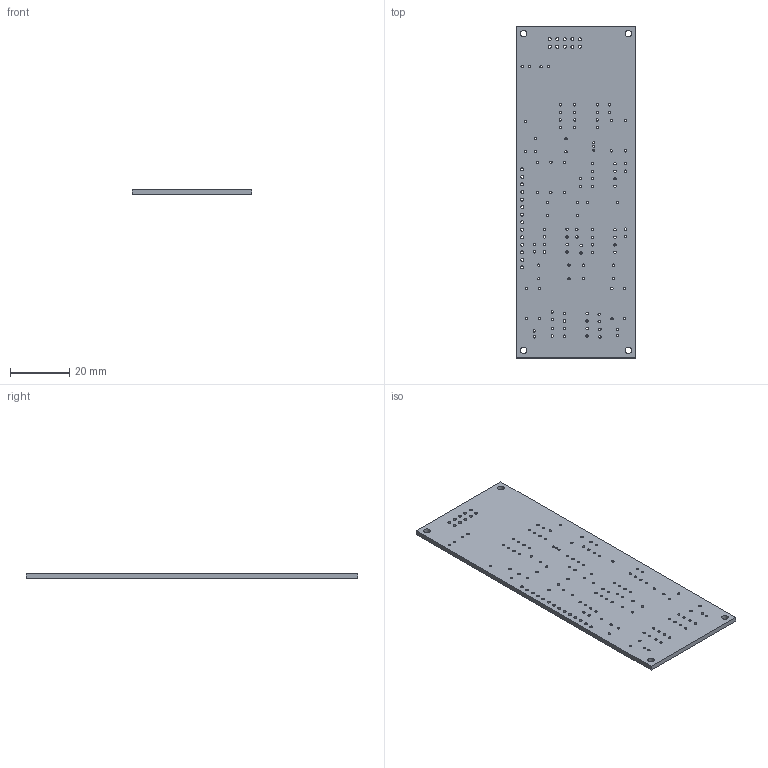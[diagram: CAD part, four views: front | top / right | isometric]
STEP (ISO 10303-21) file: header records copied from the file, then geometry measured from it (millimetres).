
FILE_DESCRIPTION(('KiCad electronic assembly'),'2;1');
FILE_NAME('main-3D.step','2021-01-17T13:04:37',('An Author'),( 'A Company'),'Open CASCADE STEP processor 7.4', 'KiCad to STEP converter','Unknown');
FILE_SCHEMA(('AUTOMOTIVE_DESIGN { 1 0 10303 214 1 1 1 1 }'));
Length unit declared in the file: millimetre
Products named in the file (2): Open CASCADE STEP translator 7.4 1; COMPOUND
Assembly tree (1 placements, depth 2):
  Open CASCADE STEP translator 7.4 1
    COMPOUND
Bounding box: 40.3 x 111.76 x 1.6 mm (x, y, z)
Volume: 7059.2 mm3; surface area: 9937.9 mm2
Topology: 1 solids, 1 shells, 149 faces, 441 edges, 294 vertices
Faces by surface type: cylinder 143, plane 6
Full cylindrical faces by diameter (mm): 0.75 x3, 0.8 x112, 1 x14, 1.016 x10, 2.2 x4
Entity records: 12371 total; most frequent: CARTESIAN_POINT 3484, DIRECTION 1625, ORIENTED_EDGE 882, PCURVE 882, DEFINITIONAL_REPRESENTATION 882, LINE 751, VECTOR 751, EDGE_CURVE 441
